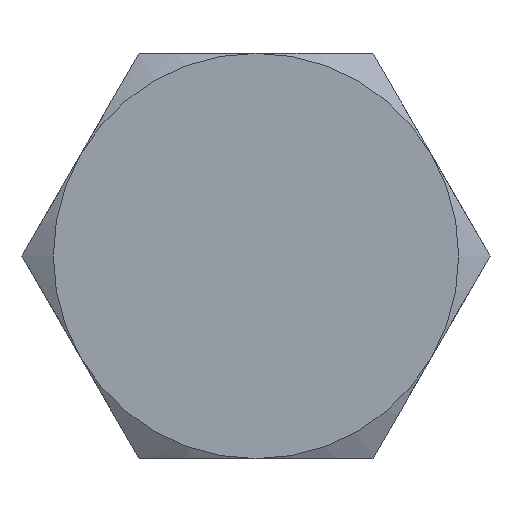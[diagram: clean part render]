
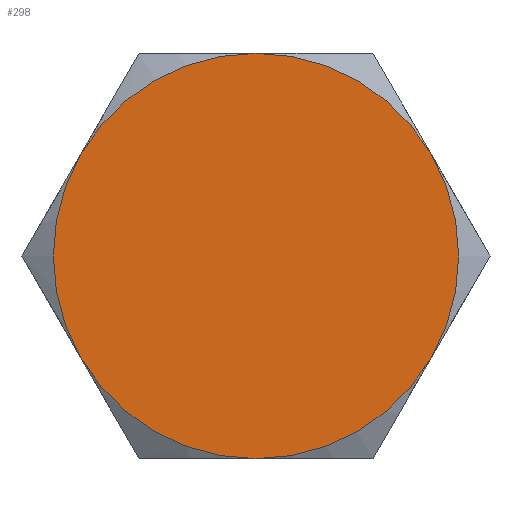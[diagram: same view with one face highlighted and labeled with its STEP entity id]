
A CAD part, left-side view. The second image highlights one B-rep face of the part: STEP entity #298.
In plain terms, the highlighted planar face has unit normal (-1, 0, 0).
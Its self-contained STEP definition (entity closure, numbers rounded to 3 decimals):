
#10 = ORIENTED_EDGE ( 'NONE', *, *, #800, .F. ) ;
#18 = VERTEX_POINT ( 'NONE', #753 ) ;
#29 = EDGE_CURVE ( 'NONE', #18, #510, #157, .T. ) ;
#38 = DIRECTION ( 'NONE',  ( 0., 0., -1. ) ) ;
#64 = CARTESIAN_POINT ( 'NONE',  ( 0., 0., 0. ) ) ;
#72 = CIRCLE ( 'NONE', #455, 8.5 ) ;
#76 = ORIENTED_EDGE ( 'NONE', *, *, #779, .F. ) ;
#84 = AXIS2_PLACEMENT_3D ( 'NONE', #64, #320, #128 ) ;
#89 = DIRECTION ( 'NONE',  ( 0., 0., -1. ) ) ;
#98 = CIRCLE ( 'NONE', #295, 8.5 ) ;
#100 = EDGE_LOOP ( 'NONE', ( #364, #10, #76, #124, #280, #745 ) ) ;
#124 = ORIENTED_EDGE ( 'NONE', *, *, #348, .F. ) ;
#128 = DIRECTION ( 'NONE',  ( 0., 0., -1. ) ) ;
#134 = VERTEX_POINT ( 'NONE', #276 ) ;
#142 = DIRECTION ( 'NONE',  ( 1., 0., 0. ) ) ;
#156 = CARTESIAN_POINT ( 'NONE',  ( 0., 0., 0. ) ) ;
#157 = CIRCLE ( 'NONE', #84, 8.5 ) ;
#187 = EDGE_CURVE ( 'NONE', #134, #18, #98, .T. ) ;
#216 = CARTESIAN_POINT ( 'NONE',  ( 0., 0., 0. ) ) ;
#249 = CARTESIAN_POINT ( 'NONE',  ( 0., -7.361, 4.25 ) ) ;
#256 = CARTESIAN_POINT ( 'NONE',  ( 0., -7.361, -4.25 ) ) ;
#271 = DIRECTION ( 'NONE',  ( 0., 0., -1. ) ) ;
#276 = CARTESIAN_POINT ( 'NONE',  ( 0., 0., -8.5 ) ) ;
#280 = ORIENTED_EDGE ( 'NONE', *, *, #327, .T. ) ;
#295 = AXIS2_PLACEMENT_3D ( 'NONE', #156, #475, #788 ) ;
#296 = PLANE ( 'NONE',  #376 ) ;
#298 = ADVANCED_FACE ( 'NONE', ( #424 ), #296, .F. ) ;
#309 = AXIS2_PLACEMENT_3D ( 'NONE', #409, #769, #350 ) ;
#320 = DIRECTION ( 'NONE',  ( 1., 0., 0. ) ) ;
#327 = EDGE_CURVE ( 'NONE', #593, #510, #72, .T. ) ;
#348 = EDGE_CURVE ( 'NONE', #593, #570, #636, .T. ) ;
#350 = DIRECTION ( 'NONE',  ( 0., 0., -1. ) ) ;
#364 = ORIENTED_EDGE ( 'NONE', *, *, #187, .F. ) ;
#376 = AXIS2_PLACEMENT_3D ( 'NONE', #807, #523, #38 ) ;
#409 = CARTESIAN_POINT ( 'NONE',  ( 0., 0., 0. ) ) ;
#424 = FACE_OUTER_BOUND ( 'NONE', #100, .T. ) ;
#450 = CIRCLE ( 'NONE', #309, 8.5 ) ;
#455 = AXIS2_PLACEMENT_3D ( 'NONE', #509, #461, #515 ) ;
#461 = DIRECTION ( 'NONE',  ( -1., 0., 0. ) ) ;
#473 = DIRECTION ( 'NONE',  ( 1., 0., 0. ) ) ;
#475 = DIRECTION ( 'NONE',  ( 1., 0., 0. ) ) ;
#509 = CARTESIAN_POINT ( 'NONE',  ( 0., 0., 0. ) ) ;
#510 = VERTEX_POINT ( 'NONE', #537 ) ;
#515 = DIRECTION ( 'NONE',  ( 0., 0., 1. ) ) ;
#523 = DIRECTION ( 'NONE',  ( 1., 0., 0. ) ) ;
#537 = CARTESIAN_POINT ( 'NONE',  ( 0., 7.361, 4.25 ) ) ;
#560 = CARTESIAN_POINT ( 'NONE',  ( 0., 0., 0. ) ) ;
#561 = AXIS2_PLACEMENT_3D ( 'NONE', #560, #142, #271 ) ;
#570 = VERTEX_POINT ( 'NONE', #249 ) ;
#593 = VERTEX_POINT ( 'NONE', #657 ) ;
#609 = CIRCLE ( 'NONE', #651, 8.5 ) ;
#613 = VERTEX_POINT ( 'NONE', #256 ) ;
#636 = CIRCLE ( 'NONE', #561, 8.5 ) ;
#651 = AXIS2_PLACEMENT_3D ( 'NONE', #216, #473, #89 ) ;
#657 = CARTESIAN_POINT ( 'NONE',  ( 0., 0., 8.5 ) ) ;
#745 = ORIENTED_EDGE ( 'NONE', *, *, #29, .F. ) ;
#753 = CARTESIAN_POINT ( 'NONE',  ( 0., 7.361, -4.25 ) ) ;
#769 = DIRECTION ( 'NONE',  ( 1., 0., 0. ) ) ;
#779 = EDGE_CURVE ( 'NONE', #570, #613, #450, .T. ) ;
#788 = DIRECTION ( 'NONE',  ( 0., 0., -1. ) ) ;
#800 = EDGE_CURVE ( 'NONE', #613, #134, #609, .T. ) ;
#807 = CARTESIAN_POINT ( 'NONE',  ( 0., 9.815, 0. ) ) ;
